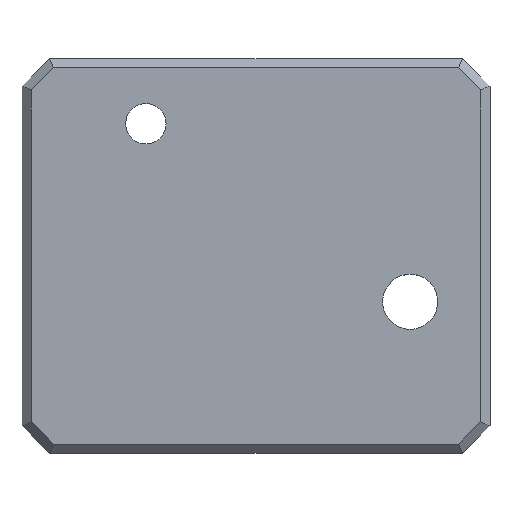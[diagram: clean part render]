
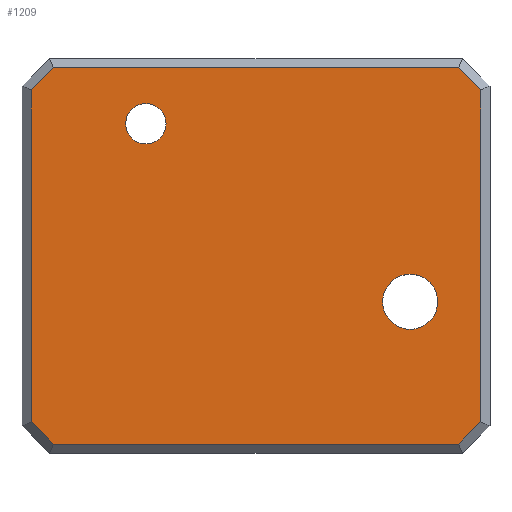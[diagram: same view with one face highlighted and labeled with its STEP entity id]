
A CAD part, top view. The second image highlights one B-rep face of the part: STEP entity #1209.
In plain terms, the highlighted planar face has unit normal (0, 0, 1).
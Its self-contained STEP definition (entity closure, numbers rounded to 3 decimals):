
#40=FACE_BOUND('',#181,.T.);
#41=FACE_BOUND('',#182,.T.);
#50=CIRCLE('',#1294,1.1);
#51=CIRCLE('',#1295,1.5);
#112=FACE_OUTER_BOUND('',#180,.T.);
#180=EDGE_LOOP('',(#844,#845,#846,#847,#848,#849,#850,#851));
#181=EDGE_LOOP('',(#852));
#182=EDGE_LOOP('',(#853));
#244=LINE('',#1771,#370);
#248=LINE('',#1779,#374);
#251=LINE('',#1785,#377);
#254=LINE('',#1791,#380);
#257=LINE('',#1797,#383);
#261=LINE('',#1805,#387);
#264=LINE('',#1811,#390);
#267=LINE('',#1815,#393);
#370=VECTOR('',#1403,10.);
#374=VECTOR('',#1409,10.);
#377=VECTOR('',#1414,10.);
#380=VECTOR('',#1419,10.);
#383=VECTOR('',#1424,10.);
#387=VECTOR('',#1430,10.);
#390=VECTOR('',#1435,10.);
#393=VECTOR('',#1440,10.);
#496=VERTEX_POINT('',#1769);
#497=VERTEX_POINT('',#1770);
#500=VERTEX_POINT('',#1778);
#502=VERTEX_POINT('',#1784);
#504=VERTEX_POINT('',#1790);
#506=VERTEX_POINT('',#1796);
#509=VERTEX_POINT('',#1804);
#511=VERTEX_POINT('',#1810);
#523=VERTEX_POINT('',#1847);
#524=VERTEX_POINT('',#1849);
#612=EDGE_CURVE('',#496,#497,#244,.T.);
#616=EDGE_CURVE('',#497,#500,#248,.T.);
#619=EDGE_CURVE('',#500,#502,#251,.T.);
#622=EDGE_CURVE('',#502,#504,#254,.T.);
#625=EDGE_CURVE('',#504,#506,#257,.T.);
#629=EDGE_CURVE('',#506,#509,#261,.T.);
#632=EDGE_CURVE('',#509,#511,#264,.T.);
#635=EDGE_CURVE('',#511,#496,#267,.T.);
#651=EDGE_CURVE('',#523,#523,#50,.T.);
#652=EDGE_CURVE('',#524,#524,#51,.T.);
#844=ORIENTED_EDGE('',*,*,#612,.F.);
#845=ORIENTED_EDGE('',*,*,#635,.F.);
#846=ORIENTED_EDGE('',*,*,#632,.F.);
#847=ORIENTED_EDGE('',*,*,#629,.F.);
#848=ORIENTED_EDGE('',*,*,#625,.F.);
#849=ORIENTED_EDGE('',*,*,#622,.F.);
#850=ORIENTED_EDGE('',*,*,#619,.F.);
#851=ORIENTED_EDGE('',*,*,#616,.F.);
#852=ORIENTED_EDGE('',*,*,#651,.T.);
#853=ORIENTED_EDGE('',*,*,#652,.T.);
#1158=PLANE('',#1293);
#1209=ADVANCED_FACE('',(#112,#40,#41),#1158,.T.);
#1293=AXIS2_PLACEMENT_3D('',#1846,#1466,#1467);
#1294=AXIS2_PLACEMENT_3D('',#1848,#1468,#1469);
#1295=AXIS2_PLACEMENT_3D('',#1850,#1470,#1471);
#1403=DIRECTION('',(0.,1.,0.));
#1409=DIRECTION('',(0.707,0.707,0.));
#1414=DIRECTION('',(1.,0.,0.));
#1419=DIRECTION('',(0.707,-0.707,0.));
#1424=DIRECTION('',(0.,-1.,0.));
#1430=DIRECTION('',(-0.707,-0.707,0.));
#1435=DIRECTION('',(-1.,0.,0.));
#1440=DIRECTION('',(-0.707,0.707,0.));
#1466=DIRECTION('center_axis',(0.,0.,1.));
#1467=DIRECTION('ref_axis',(1.,0.,0.));
#1468=DIRECTION('center_axis',(0.,0.,-1.));
#1469=DIRECTION('ref_axis',(-1.,0.,0.));
#1470=DIRECTION('center_axis',(0.,0.,-1.));
#1471=DIRECTION('ref_axis',(-1.,0.,0.));
#1769=CARTESIAN_POINT('',(-12.25,-9.043,10.2));
#1770=CARTESIAN_POINT('',(-12.25,9.043,10.2));
#1771=CARTESIAN_POINT('',(-12.25,5.375,10.2));
#1778=CARTESIAN_POINT('',(-11.043,10.25,10.2));
#1779=CARTESIAN_POINT('',(-11.146,10.146,10.2));
#1784=CARTESIAN_POINT('',(11.043,10.25,10.2));
#1785=CARTESIAN_POINT('',(6.375,10.25,10.2));
#1790=CARTESIAN_POINT('',(12.25,9.043,10.2));
#1791=CARTESIAN_POINT('',(11.146,10.146,10.2));
#1796=CARTESIAN_POINT('',(12.25,-9.043,10.2));
#1797=CARTESIAN_POINT('',(12.25,-5.375,10.2));
#1804=CARTESIAN_POINT('',(11.043,-10.25,10.2));
#1805=CARTESIAN_POINT('',(11.146,-10.146,10.2));
#1810=CARTESIAN_POINT('',(-11.043,-10.25,10.2));
#1811=CARTESIAN_POINT('',(-6.375,-10.25,10.2));
#1815=CARTESIAN_POINT('',(-11.146,-10.146,10.2));
#1846=CARTESIAN_POINT('Origin',(0.,0.,
10.2));
#1847=CARTESIAN_POINT('',(-4.9,7.2,10.2));
#1848=CARTESIAN_POINT('Origin',(-6.,7.2,10.2));
#1849=CARTESIAN_POINT('',(9.9,-2.5,10.2));
#1850=CARTESIAN_POINT('Origin',(8.4,-2.5,10.2));
